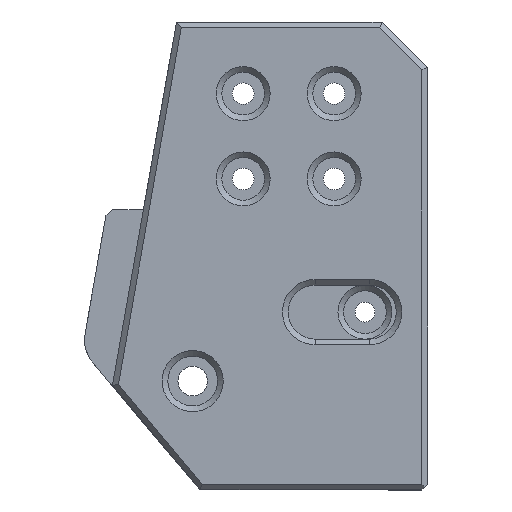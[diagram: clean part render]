
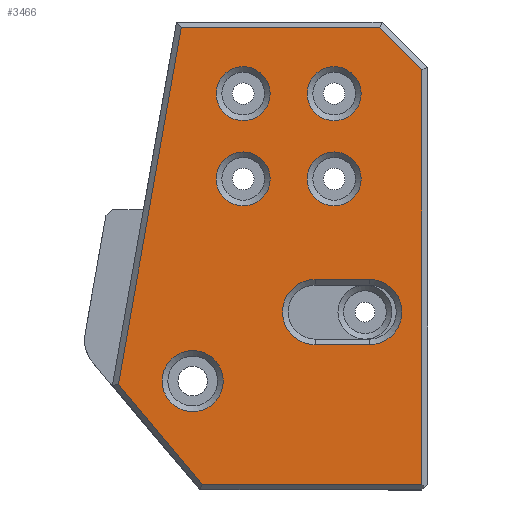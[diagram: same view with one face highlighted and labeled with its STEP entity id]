
A CAD part, front view. The second image highlights one B-rep face of the part: STEP entity #3466.
In plain terms, the highlighted planar face has unit normal (0, -1, 0).
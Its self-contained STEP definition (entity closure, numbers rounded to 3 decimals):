
#45=FACE_BOUND('',#432,.T.);
#46=FACE_BOUND('',#433,.T.);
#47=FACE_BOUND('',#434,.T.);
#48=FACE_BOUND('',#435,.T.);
#49=FACE_BOUND('',#436,.T.);
#50=FACE_BOUND('',#437,.T.);
#91=PLANE('',#3671);
#242=FACE_OUTER_BOUND('',#431,.T.);
#431=EDGE_LOOP('',(#2446,#2447,#2448,#2449,#2450,#2451));
#432=EDGE_LOOP('',(#2452));
#433=EDGE_LOOP('',(#2453));
#434=EDGE_LOOP('',(#2454,#2455,#2456,#2457));
#435=EDGE_LOOP('',(#2458));
#436=EDGE_LOOP('',(#2459));
#437=EDGE_LOOP('',(#2460));
#666=LINE('',#4897,#1100);
#667=LINE('',#4899,#1101);
#668=LINE('',#4901,#1102);
#669=LINE('',#4903,#1103);
#670=LINE('',#4905,#1104);
#671=LINE('',#4906,#1105);
#672=LINE('',#4913,#1106);
#673=LINE('',#4917,#1107);
#1100=VECTOR('',#3940,10.);
#1101=VECTOR('',#3941,10.);
#1102=VECTOR('',#3942,10.);
#1103=VECTOR('',#3943,10.);
#1104=VECTOR('',#3944,10.);
#1105=VECTOR('',#3945,10.);
#1106=VECTOR('',#3950,10.);
#1107=VECTOR('',#3953,10.);
#1534=CIRCLE('',#3670,4.75);
#1535=CIRCLE('',#3672,4.75);
#1536=CIRCLE('',#3673,4.75);
#1537=CIRCLE('',#3674,5.75);
#1538=CIRCLE('',#3675,5.75);
#1539=CIRCLE('',#3676,5.375);
#1540=CIRCLE('',#3677,4.75);
#1604=VERTEX_POINT('',#4891);
#1605=VERTEX_POINT('',#4895);
#1606=VERTEX_POINT('',#4896);
#1607=VERTEX_POINT('',#4898);
#1608=VERTEX_POINT('',#4900);
#1609=VERTEX_POINT('',#4902);
#1610=VERTEX_POINT('',#4904);
#1611=VERTEX_POINT('',#4907);
#1612=VERTEX_POINT('',#4909);
#1613=VERTEX_POINT('',#4911);
#1614=VERTEX_POINT('',#4912);
#1615=VERTEX_POINT('',#4914);
#1616=VERTEX_POINT('',#4916);
#1617=VERTEX_POINT('',#4919);
#1618=VERTEX_POINT('',#4921);
#1938=EDGE_CURVE('',#1604,#1604,#1534,.T.);
#1939=EDGE_CURVE('',#1605,#1606,#666,.T.);
#1940=EDGE_CURVE('',#1607,#1605,#667,.T.);
#1941=EDGE_CURVE('',#1608,#1607,#668,.T.);
#1942=EDGE_CURVE('',#1609,#1608,#669,.T.);
#1943=EDGE_CURVE('',#1610,#1609,#670,.T.);
#1944=EDGE_CURVE('',#1606,#1610,#671,.T.);
#1945=EDGE_CURVE('',#1611,#1611,#1535,.T.);
#1946=EDGE_CURVE('',#1612,#1612,#1536,.T.);
#1947=EDGE_CURVE('',#1613,#1614,#672,.T.);
#1948=EDGE_CURVE('',#1615,#1613,#1537,.T.);
#1949=EDGE_CURVE('',#1616,#1615,#673,.T.);
#1950=EDGE_CURVE('',#1614,#1616,#1538,.T.);
#1951=EDGE_CURVE('',#1617,#1617,#1539,.T.);
#1952=EDGE_CURVE('',#1618,#1618,#1540,.T.);
#2446=ORIENTED_EDGE('',*,*,#1939,.F.);
#2447=ORIENTED_EDGE('',*,*,#1940,.F.);
#2448=ORIENTED_EDGE('',*,*,#1941,.F.);
#2449=ORIENTED_EDGE('',*,*,#1942,.F.);
#2450=ORIENTED_EDGE('',*,*,#1943,.F.);
#2451=ORIENTED_EDGE('',*,*,#1944,.F.);
#2452=ORIENTED_EDGE('',*,*,#1945,.F.);
#2453=ORIENTED_EDGE('',*,*,#1946,.F.);
#2454=ORIENTED_EDGE('',*,*,#1947,.F.);
#2455=ORIENTED_EDGE('',*,*,#1948,.F.);
#2456=ORIENTED_EDGE('',*,*,#1949,.F.);
#2457=ORIENTED_EDGE('',*,*,#1950,.F.);
#2458=ORIENTED_EDGE('',*,*,#1951,.F.);
#2459=ORIENTED_EDGE('',*,*,#1952,.F.);
#2460=ORIENTED_EDGE('',*,*,#1938,.F.);
#3466=ADVANCED_FACE('',(#242,#45,#46,#47,#48,#49,#50),#91,.F.);
#3670=AXIS2_PLACEMENT_3D('',#4893,#3936,#3937);
#3671=AXIS2_PLACEMENT_3D('',#4894,#3938,#3939);
#3672=AXIS2_PLACEMENT_3D('',#4908,#3946,#3947);
#3673=AXIS2_PLACEMENT_3D('',#4910,#3948,#3949);
#3674=AXIS2_PLACEMENT_3D('',#4915,#3951,#3952);
#3675=AXIS2_PLACEMENT_3D('',#4918,#3954,#3955);
#3676=AXIS2_PLACEMENT_3D('',#4920,#3956,#3957);
#3677=AXIS2_PLACEMENT_3D('',#4922,#3958,#3959);
#3936=DIRECTION('center_axis',(0.,-1.,0.));
#3937=DIRECTION('ref_axis',(-1.,0.,0.));
#3938=DIRECTION('center_axis',(0.,1.,0.));
#3939=DIRECTION('ref_axis',(-1.,0.,0.));
#3940=DIRECTION('',(0.174,0.,0.985));
#3941=DIRECTION('',(-0.643,0.,0.766));
#3942=DIRECTION('',(-1.,0.,0.));
#3943=DIRECTION('',(0.,0.,-1.));
#3944=DIRECTION('',(0.707,0.,-0.707));
#3945=DIRECTION('',(1.,0.,0.));
#3946=DIRECTION('center_axis',(0.,-1.,0.));
#3947=DIRECTION('ref_axis',(-1.,0.,0.));
#3948=DIRECTION('center_axis',(0.,-1.,0.));
#3949=DIRECTION('ref_axis',(-1.,0.,0.));
#3950=DIRECTION('',(1.,0.,0.));
#3951=DIRECTION('center_axis',(0.,-1.,0.));
#3952=DIRECTION('ref_axis',(0.,0.,
1.));
#3953=DIRECTION('',(-1.,0.,0.));
#3954=DIRECTION('center_axis',(0.,-1.,0.));
#3955=DIRECTION('ref_axis',(0.,0.,-1.));
#3956=DIRECTION('center_axis',(0.,-1.,0.));
#3957=DIRECTION('ref_axis',(1.,0.,0.));
#3958=DIRECTION('center_axis',(0.,-1.,0.));
#3959=DIRECTION('ref_axis',(-1.,0.,0.));
#4891=CARTESIAN_POINT('',(-88.468,-95.284,370.856));
#4893=CARTESIAN_POINT('Origin',(-93.218,-95.284,370.856));
#4894=CARTESIAN_POINT('Origin',(-106.191,-95.284,357.799));
#4895=CARTESIAN_POINT('',(-131.164,-95.284,334.759));
#4896=CARTESIAN_POINT('',(-120.108,-95.284,397.457));
#4897=CARTESIAN_POINT('',(-126.374,-95.284,361.923));
#4898=CARTESIAN_POINT('',(-116.381,-95.284,317.142));
#4899=CARTESIAN_POINT('',(-130.548,-95.284,334.026));
#4900=CARTESIAN_POINT('',(-77.8,-95.284,317.142));
#4901=CARTESIAN_POINT('',(-106.191,-95.284,317.142));
#4902=CARTESIAN_POINT('',(-77.8,-95.284,390.043));
#4903=CARTESIAN_POINT('',(-77.8,-95.284,339.471));
#4904=CARTESIAN_POINT('',(-85.214,-95.284,397.457));
#4905=CARTESIAN_POINT('',(-78.691,-95.284,390.934));
#4906=CARTESIAN_POINT('',(-92.918,-95.284,397.457));
#4907=CARTESIAN_POINT('',(-88.468,-95.284,385.856));
#4908=CARTESIAN_POINT('Origin',(-93.218,-95.284,385.856));
#4909=CARTESIAN_POINT('',(-104.468,-95.284,370.856));
#4910=CARTESIAN_POINT('Origin',(-109.218,-95.284,370.856));
#4911=CARTESIAN_POINT('',(-96.55,-95.284,341.683));
#4912=CARTESIAN_POINT('',(-87.05,-95.284,341.683));
#4913=CARTESIAN_POINT('',(-101.371,-95.284,341.683));
#4914=CARTESIAN_POINT('',(-96.55,-95.284,353.183));
#4915=CARTESIAN_POINT('Origin',(-96.55,-95.284,347.433));
#4916=CARTESIAN_POINT('',(-87.05,-95.284,353.183));
#4917=CARTESIAN_POINT('',(-96.621,-95.284,353.183));
#4918=CARTESIAN_POINT('Origin',(-87.05,-95.284,347.433));
#4919=CARTESIAN_POINT('',(-123.477,-95.284,335.293));
#4920=CARTESIAN_POINT('Origin',(-118.102,-95.284,335.293));
#4921=CARTESIAN_POINT('',(-104.468,-95.284,385.856));
#4922=CARTESIAN_POINT('Origin',(-109.218,-95.284,385.856));
